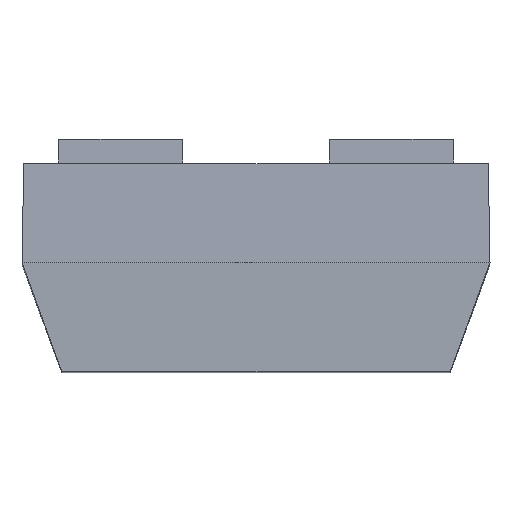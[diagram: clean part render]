
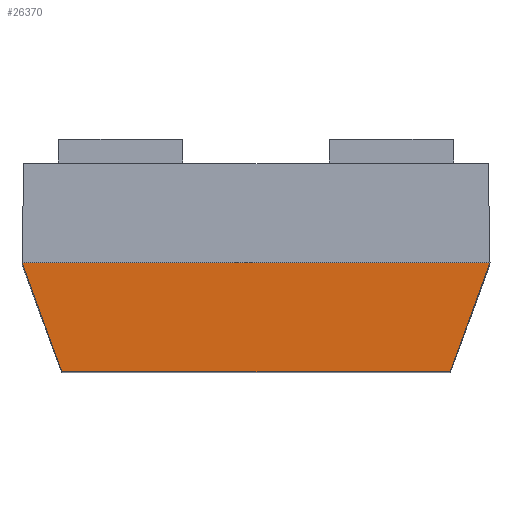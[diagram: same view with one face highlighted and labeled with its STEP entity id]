
A CAD part, top view. The second image highlights one B-rep face of the part: STEP entity #26370.
In plain terms, the highlighted face is planar.
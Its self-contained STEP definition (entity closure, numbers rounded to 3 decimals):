
#2660=CARTESIAN_POINT('',(3.707,3.025,
49.36));
#2670=VERTEX_POINT('',#2660);
#2820=CARTESIAN_POINT('',(3.707,3.025,
58.36));
#2830=VERTEX_POINT('',#2820);
#2860=CARTESIAN_POINT('',(3.707,3.025,47.075));
#2870=DIRECTION('',(0.,0.,-1.));
#2880=VECTOR('',#2870,1.);
#2890=LINE('',#2860,#2880);
#2900=EDGE_CURVE('',#2830,#2670,#2890,.T.);
#25470=CARTESIAN_POINT('',(1.607,2.988,
57.596));
#25480=VERTEX_POINT('',#25470);
#25650=CARTESIAN_POINT('',(1.607,2.988,
50.124));
#25660=VERTEX_POINT('',#25650);
#25690=CARTESIAN_POINT('',(1.607,2.988,47.075))
;
#25700=DIRECTION('',(0.,0.,1.));
#25710=VECTOR('',#25700,1.);
#25720=LINE('',#25690,#25710);
#25730=EDGE_CURVE('',#25660,#25480,#25720,.T.);
#26160=CARTESIAN_POINT('',(1.607,2.988,
58.36));
#26170=DIRECTION('',(-0.017,1.,
0.));
#26180=DIRECTION('',(0.,0.,1.));
#26190=AXIS2_PLACEMENT_3D('',#26160,#26170,#26180);
#26200=PLANE('',#26190);
#26210=CARTESIAN_POINT('',(5.607,3.058,
59.052));
#26220=DIRECTION('',(-0.94,-0.016,
-0.342));
#26230=VECTOR('',#26220,1.);
#26240=LINE('',#26210,#26230);
#26250=EDGE_CURVE('',#2830,#25480,#26240,.T.);
#26260=ORIENTED_EDGE('',*,*,#26250,.F.);
#26270=ORIENTED_EDGE('',*,*,#25730,.T.);
#26280=CARTESIAN_POINT('',(5.607,3.058,
48.668));
#26290=DIRECTION('',(-0.94,-0.016,
0.342));
#26300=VECTOR('',#26290,1.);
#26310=LINE('',#26280,#26300);
#26320=EDGE_CURVE('',#2670,#25660,#26310,.T.);
#26330=ORIENTED_EDGE('',*,*,#26320,.T.);
#26340=ORIENTED_EDGE('',*,*,#2900,.T.);
#26350=EDGE_LOOP('',(#26340,#26330,#26270,#26260));
#26360=FACE_OUTER_BOUND('',#26350,.T.);
#26370=ADVANCED_FACE('',(#26360),#26200,.T.);
